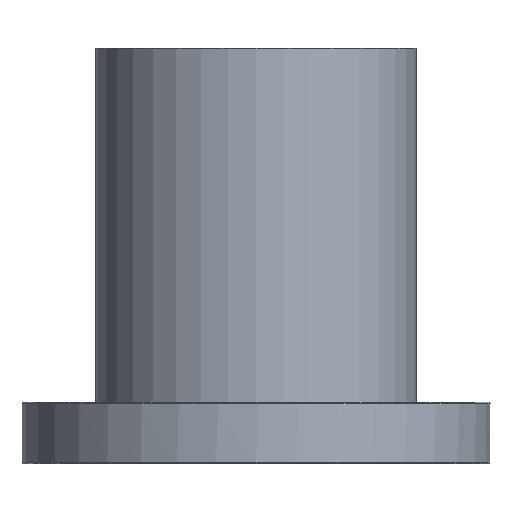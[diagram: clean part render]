
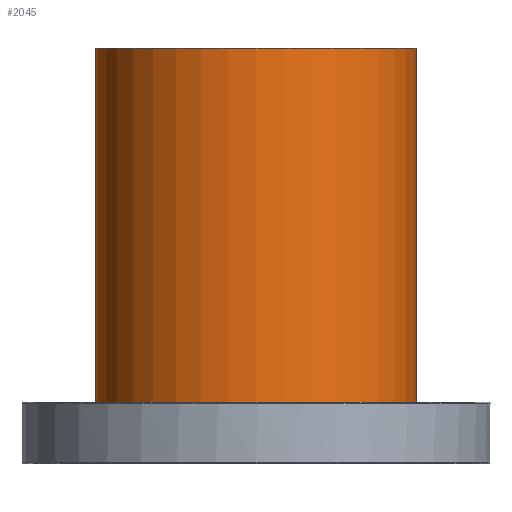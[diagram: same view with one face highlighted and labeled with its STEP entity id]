
A CAD part, front view. The second image highlights one B-rep face of the part: STEP entity #2045.
In plain terms, the highlighted cylindrical face has radius 52 mm (diameter 104 mm), a full revolution.
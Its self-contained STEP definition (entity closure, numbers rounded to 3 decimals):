
#1983=CARTESIAN_POINT('',(-52.0,0.,125.5));
#1984=VERTEX_POINT('',#1983);
#1985=CARTESIAN_POINT('',(0.,0.,125.5));
#1986=DIRECTION('',(0.0,0.0,-1.0));
#1987=DIRECTION('',(-1.0,0.0,0.0));
#1988=AXIS2_PLACEMENT_3D('',#1985,#1986,#1987);
#1989=CIRCLE('',#1988,52.0);
#1990=EDGE_CURVE('',#1984,#1984,#1989,.T.);
#2026=CARTESIAN_POINT('',(0.,0.,0.));
#2027=DIRECTION('',(0.,0.,1.0));
#2028=DIRECTION('',(-1.0,0.0,0.0));
#2029=AXIS2_PLACEMENT_3D('',#2026,#2027,#2028);
#2030=CYLINDRICAL_SURFACE('',#2029,52.0);
#2031=ORIENTED_EDGE('',*,*,#1990,.T.);
#2032=EDGE_LOOP('',(#2031));
#2033=FACE_OUTER_BOUND('',#2032,.T.);
#2034=CARTESIAN_POINT('',(52.0,0.,0.));
#2035=VERTEX_POINT('',#2034);
#2036=CARTESIAN_POINT('',(0.,0.,0.));
#2037=DIRECTION('',(0.0,0.0,-1.0));
#2038=DIRECTION('',(-1.0,0.0,0.0));
#2039=AXIS2_PLACEMENT_3D('',#2036,#2037,#2038);
#2040=CIRCLE('',#2039,52.0);
#2041=EDGE_CURVE('',#2035,#2035,#2040,.T.);
#2042=ORIENTED_EDGE('',*,*,#2041,.F.);
#2043=EDGE_LOOP('',(#2042));
#2044=FACE_BOUND('',#2043,.T.);
#2045=ADVANCED_FACE('',(#2033,#2044),#2030,.T.);
